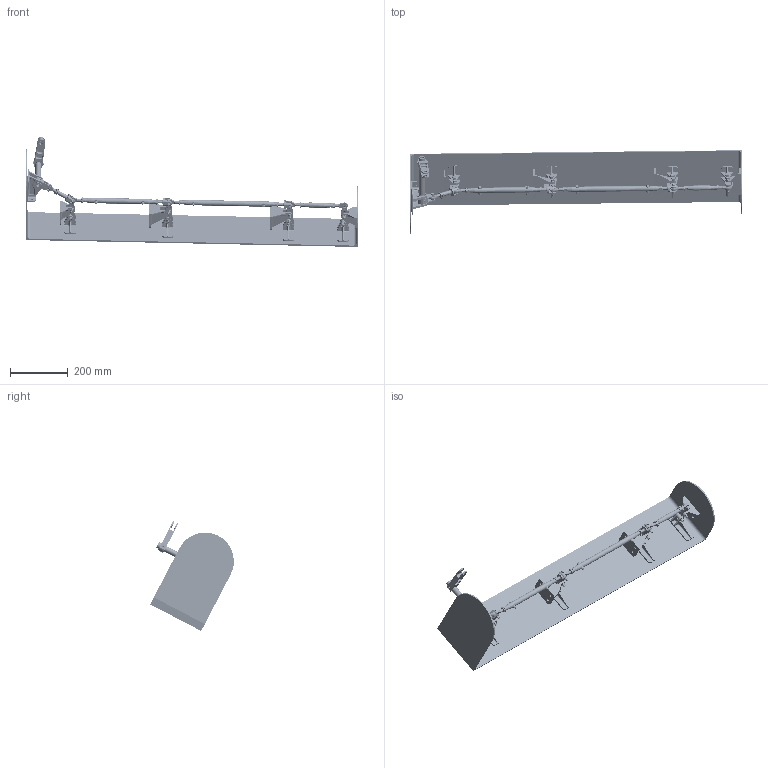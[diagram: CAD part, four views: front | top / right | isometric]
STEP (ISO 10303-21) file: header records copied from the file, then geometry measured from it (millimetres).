
FILE_DESCRIPTION(('CATIA V5 STEP'),'2;1');
FILE_NAME('Assbolt.stp','2014-04-01T13:52:56+00:00',('none'),('none'),'CATIA Version 5 Release 18 SP 8 (IN-10)','CATIA V5 STEP AP203','none');
FILE_SCHEMA(('CONFIG_CONTROL_DESIGN'));
Products named in the file (1): Assbolt
Bounding box: 1153.5 x 290.64 x 382 mm (x, y, z)
Volume: 2381937.8 mm3; surface area: 1089110.1 mm2
Topology: 171 solids, 171 shells, 4344 faces, 10472 edges, 6526 vertices
Faces by surface type: cylinder 1560, plane 1402, cone 947, torus 296, sphere 74, revolution 39, extrusion 26
Entity records: 125170 total; most frequent: CARTESIAN_POINT 32229, ORIENTED_EDGE 20848, DIRECTION 15040, EDGE_CURVE 10424, AXIS2_PLACEMENT_3D 7269, VERTEX_POINT 6526, EDGE_LOOP 4888, VECTOR 4682
